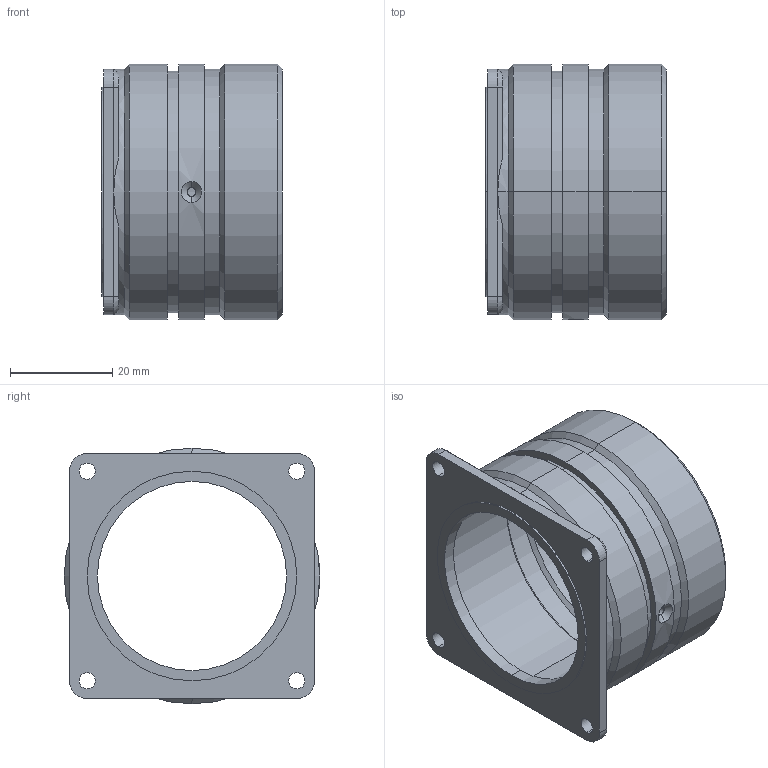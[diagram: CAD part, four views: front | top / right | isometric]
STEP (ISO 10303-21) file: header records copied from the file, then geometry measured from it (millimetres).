
FILE_DESCRIPTION (( 'STEP AP214' ), '1' );
FILE_NAME ('庈狪.753114.008 - 昜譇瘔.STEP', '2024-11-18T14:41:08', ( '' ), ( '' ), 'SwSTEP 2.0', 'SolidWorks 2023', '' );
FILE_SCHEMA (( 'AUTOMOTIVE_DESIGN' ));
Length unit declared in the file: millimetre
Products named in the file (1): КРПГ.753114.008 - Оправа
Bounding box: 35.4 x 50 x 50 mm (x, y, z)
Volume: 16204.9 mm3; surface area: 14063.1 mm2
Topology: 1 solids, 1 shells, 83 faces, 186 edges, 112 vertices
Faces by surface type: cylinder 40, plane 25, cone 14, bspline 2, torus 2
Entity records: 3225 total; most frequent: CARTESIAN_POINT 1218, DIRECTION 422, ORIENTED_EDGE 372, EDGE_CURVE 186, AXIS2_PLACEMENT_3D 170, VERTEX_POINT 112, EDGE_LOOP 102, CIRCLE 88
